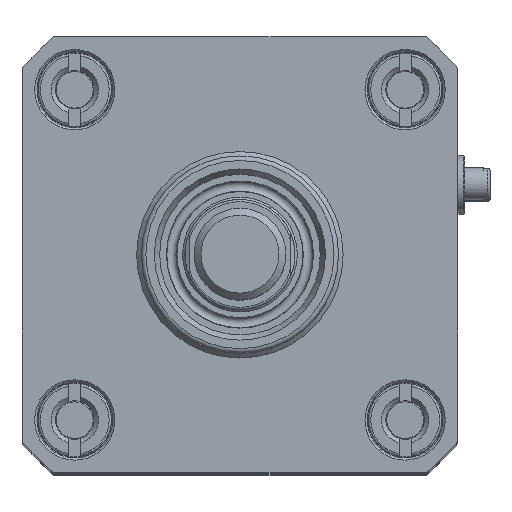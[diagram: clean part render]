
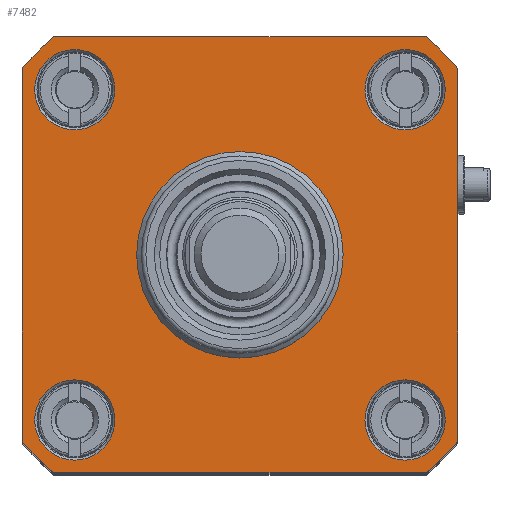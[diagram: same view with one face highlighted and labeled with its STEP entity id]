
A CAD part, top view. The second image highlights one B-rep face of the part: STEP entity #7482.
In plain terms, the highlighted planar face has unit normal (0, 0, 1).
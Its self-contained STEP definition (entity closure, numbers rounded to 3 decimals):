
#265=LINE('',#12694,#563);
#266=LINE('',#12698,#564);
#267=LINE('',#12702,#565);
#268=LINE('',#12705,#566);
#563=VECTOR('',#10096,81.24);
#564=VECTOR('',#10099,81.24);
#565=VECTOR('',#10102,81.24);
#566=VECTOR('',#10105,81.24);
#1278=FACE_BOUND('',#2476,.T.);
#1279=FACE_BOUND('',#2477,.T.);
#1280=FACE_BOUND('',#2478,.T.);
#1281=FACE_BOUND('',#2479,.T.);
#1282=FACE_BOUND('',#2480,.T.);
#1734=FACE_OUTER_BOUND('',#2475,.T.);
#2475=EDGE_LOOP('',(#6001,#6002,#6003,#6004,#6005,#6006,#6007,#6008));
#2476=EDGE_LOOP('',(#6009));
#2477=EDGE_LOOP('',(#6010));
#2478=EDGE_LOOP('',(#6011));
#2479=EDGE_LOOP('',(#6012));
#2480=EDGE_LOOP('',(#6013));
#3213=CIRCLE('',#8325,8.75);
#3214=CIRCLE('',#8327,62.5);
#3215=CIRCLE('',#8328,62.5);
#3216=CIRCLE('',#8329,62.5);
#3217=CIRCLE('',#8330,62.5);
#3218=CIRCLE('',#8331,8.75);
#3219=CIRCLE('',#8332,8.75);
#3220=CIRCLE('',#8333,22.5);
#3221=CIRCLE('',#8334,8.75);
#3838=VERTEX_POINT('',#12687);
#3839=VERTEX_POINT('',#12690);
#3840=VERTEX_POINT('',#12691);
#3841=VERTEX_POINT('',#12693);
#3842=VERTEX_POINT('',#12695);
#3843=VERTEX_POINT('',#12697);
#3844=VERTEX_POINT('',#12699);
#3845=VERTEX_POINT('',#12701);
#3846=VERTEX_POINT('',#12703);
#3847=VERTEX_POINT('',#12706);
#3848=VERTEX_POINT('',#12708);
#3849=VERTEX_POINT('',#12710);
#3850=VERTEX_POINT('',#12712);
#4655=EDGE_CURVE('',#3838,#3838,#3213,.T.);
#4656=EDGE_CURVE('',#3839,#3840,#3214,.T.);
#4657=EDGE_CURVE('',#3841,#3840,#265,.T.);
#4658=EDGE_CURVE('',#3841,#3842,#3215,.T.);
#4659=EDGE_CURVE('',#3843,#3842,#266,.T.);
#4660=EDGE_CURVE('',#3843,#3844,#3216,.T.);
#4661=EDGE_CURVE('',#3845,#3844,#267,.T.);
#4662=EDGE_CURVE('',#3845,#3846,#3217,.T.);
#4663=EDGE_CURVE('',#3839,#3846,#268,.T.);
#4664=EDGE_CURVE('',#3847,#3847,#3218,.T.);
#4665=EDGE_CURVE('',#3848,#3848,#3219,.T.);
#4666=EDGE_CURVE('',#3849,#3849,#3220,.T.);
#4667=EDGE_CURVE('',#3850,#3850,#3221,.T.);
#6001=ORIENTED_EDGE('',*,*,#4656,.T.);
#6002=ORIENTED_EDGE('',*,*,#4657,.F.);
#6003=ORIENTED_EDGE('',*,*,#4658,.T.);
#6004=ORIENTED_EDGE('',*,*,#4659,.F.);
#6005=ORIENTED_EDGE('',*,*,#4660,.T.);
#6006=ORIENTED_EDGE('',*,*,#4661,.F.);
#6007=ORIENTED_EDGE('',*,*,#4662,.T.);
#6008=ORIENTED_EDGE('',*,*,#4663,.F.);
#6009=ORIENTED_EDGE('',*,*,#4664,.F.);
#6010=ORIENTED_EDGE('',*,*,#4665,.F.);
#6011=ORIENTED_EDGE('',*,*,#4666,.T.);
#6012=ORIENTED_EDGE('',*,*,#4667,.F.);
#6013=ORIENTED_EDGE('',*,*,#4655,.F.);
#7095=PLANE('',#8326);
#7482=ADVANCED_FACE('',(#1734,#1278,#1279,#1280,#1281,#1282),#7095,.F.);
#8325=AXIS2_PLACEMENT_3D('',#12688,#10090,#10091);
#8326=AXIS2_PLACEMENT_3D('',#12689,#10092,#10093);
#8327=AXIS2_PLACEMENT_3D('',#12692,#10094,#10095);
#8328=AXIS2_PLACEMENT_3D('',#12696,#10097,#10098);
#8329=AXIS2_PLACEMENT_3D('',#12700,#10100,#10101);
#8330=AXIS2_PLACEMENT_3D('',#12704,#10103,#10104);
#8331=AXIS2_PLACEMENT_3D('',#12707,#10106,#10107);
#8332=AXIS2_PLACEMENT_3D('',#12709,#10108,#10109);
#8333=AXIS2_PLACEMENT_3D('',#12711,#10110,#10111);
#8334=AXIS2_PLACEMENT_3D('',#12713,#10112,#10113);
#10090=DIRECTION('center_axis',(0.,0.,1.));
#10091=DIRECTION('ref_axis',(0.,-1.,0.));
#10092=DIRECTION('center_axis',(0.,0.,-1.));
#10093=DIRECTION('ref_axis',(1.,0.,0.));
#10094=DIRECTION('center_axis',(0.,0.,1.));
#10095=DIRECTION('ref_axis',(0.65,-0.76,0.));
#10096=DIRECTION('',(0.,1.,0.));
#10097=DIRECTION('center_axis',(0.,0.,1.));
#10098=DIRECTION('ref_axis',(0.76,0.65,0.));
#10099=DIRECTION('',(-1.,0.,0.));
#10100=DIRECTION('center_axis',(0.,0.,1.));
#10101=DIRECTION('ref_axis',(-0.65,0.76,0.));
#10102=DIRECTION('',(0.,-1.,0.));
#10103=DIRECTION('center_axis',(0.,0.,1.));
#10104=DIRECTION('ref_axis',(-0.76,-0.65,0.));
#10105=DIRECTION('',(1.,0.,0.));
#10106=DIRECTION('center_axis',(0.,0.,1.));
#10107=DIRECTION('ref_axis',(-1.,0.,0.));
#10108=DIRECTION('center_axis',(0.,0.,1.));
#10109=DIRECTION('ref_axis',(1.,0.,0.));
#10110=DIRECTION('center_axis',(0.,0.,-1.));
#10111=DIRECTION('ref_axis',(1.,0.,0.));
#10112=DIRECTION('center_axis',(0.,0.,1.));
#10113=DIRECTION('ref_axis',(0.,1.,0.));
#12687=CARTESIAN_POINT('',(-36.,-27.25,288.));
#12688=CARTESIAN_POINT('Origin',(-36.,-36.,288.));
#12689=CARTESIAN_POINT('Origin',(0.,0.,
288.));
#12690=CARTESIAN_POINT('',(-40.62,47.5,288.));
#12691=CARTESIAN_POINT('',(-47.5,40.62,288.));
#12692=CARTESIAN_POINT('Origin',(0.,0.,288.));
#12693=CARTESIAN_POINT('',(-47.5,-40.62,288.));
#12694=CARTESIAN_POINT('',(-47.5,-47.5,288.));
#12695=CARTESIAN_POINT('',(-40.62,-47.5,288.));
#12696=CARTESIAN_POINT('Origin',(0.,0.,288.));
#12697=CARTESIAN_POINT('',(40.62,-47.5,288.));
#12698=CARTESIAN_POINT('',(47.5,-47.5,288.));
#12699=CARTESIAN_POINT('',(47.5,-40.62,288.));
#12700=CARTESIAN_POINT('Origin',(0.,0.,288.));
#12701=CARTESIAN_POINT('',(47.5,40.62,288.));
#12702=CARTESIAN_POINT('',(47.5,47.5,288.));
#12703=CARTESIAN_POINT('',(40.62,47.5,288.));
#12704=CARTESIAN_POINT('Origin',(0.,0.,288.));
#12705=CARTESIAN_POINT('',(-47.5,47.5,288.));
#12706=CARTESIAN_POINT('',(-27.25,36.,288.));
#12707=CARTESIAN_POINT('Origin',(-36.,36.,288.));
#12708=CARTESIAN_POINT('',(27.25,-36.,288.));
#12709=CARTESIAN_POINT('Origin',(36.,-36.,288.));
#12710=CARTESIAN_POINT('',(-22.5,0.,288.));
#12711=CARTESIAN_POINT('Origin',(0.,0.,288.));
#12712=CARTESIAN_POINT('',(36.,27.25,288.));
#12713=CARTESIAN_POINT('Origin',(36.,36.,288.));
